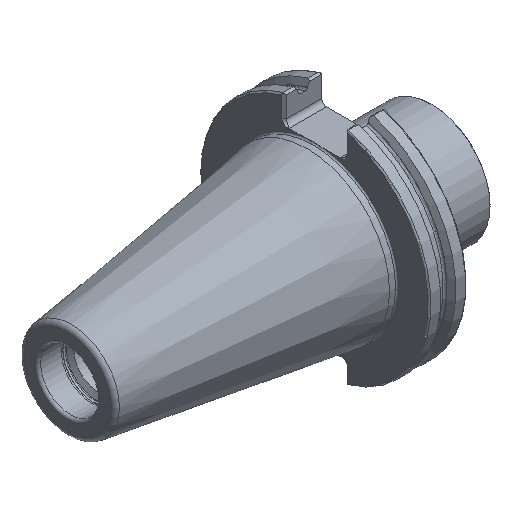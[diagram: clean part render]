
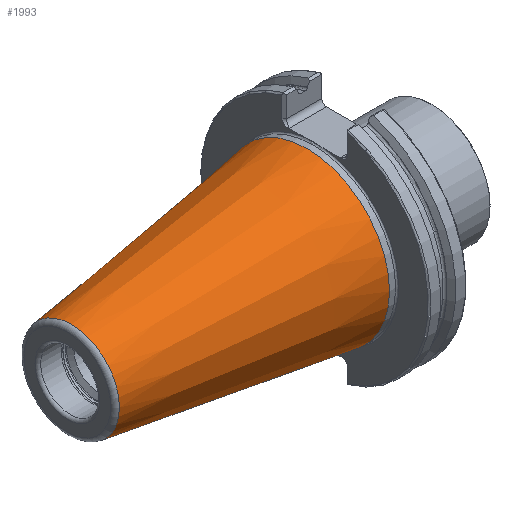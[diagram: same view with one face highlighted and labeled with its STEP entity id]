
A CAD part, isometric view. The second image highlights one B-rep face of the part: STEP entity #1993.
In plain terms, the highlighted conical face has half-angle 8.297 degrees and reference radius 34.925 mm.
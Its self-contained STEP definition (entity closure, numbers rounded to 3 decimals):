
#34 = CARTESIAN_POINT ( 'NONE',  ( 0., 0., 0. ) ) ;
#49 = DIRECTION ( 'NONE',  ( 0., 0., -1. ) ) ;
#99 = CIRCLE ( 'NONE', #3237, 34.925 ) ;
#197 = EDGE_LOOP ( 'NONE', ( #3585 ) ) ;
#355 = AXIS2_PLACEMENT_3D ( 'NONE', #34, #1457, #49 ) ;
#402 = CARTESIAN_POINT ( 'NONE',  ( 0., 0., 34.925 ) ) ;
#1457 = DIRECTION ( 'NONE',  ( 1., 0., 0. ) ) ;
#1500 = DIRECTION ( 'NONE',  ( 0., 0., 1. ) ) ;
#1507 = VERTEX_POINT ( 'NONE', #402 ) ;
#1613 = DIRECTION ( 'NONE',  ( -1., 0., 0. ) ) ;
#1959 = CIRCLE ( 'NONE', #2821, 20.358 ) ;
#1993 = ADVANCED_FACE ( 'NONE', ( #2467, #2217 ), #2668, .T. ) ;
#2045 = CARTESIAN_POINT ( 'NONE',  ( -99.889, 0., 0. ) ) ;
#2217 = FACE_OUTER_BOUND ( 'NONE', #197, .T. ) ;
#2467 = FACE_BOUND ( 'NONE', #4317, .T. ) ;
#2668 = CONICAL_SURFACE ( 'NONE', #355, 34.925, 0.145 ) ;
#2821 = AXIS2_PLACEMENT_3D ( 'NONE', #2045, #1613, #3328 ) ;
#3237 = AXIS2_PLACEMENT_3D ( 'NONE', #4143, #3502, #1500 ) ;
#3328 = DIRECTION ( 'NONE',  ( 0., 0., 1. ) ) ;
#3440 = CARTESIAN_POINT ( 'NONE',  ( -99.889, 0., 20.358 ) ) ;
#3502 = DIRECTION ( 'NONE',  ( -1., 0., 0. ) ) ;
#3585 = ORIENTED_EDGE ( 'NONE', *, *, #3853, .T. ) ;
#3853 = EDGE_CURVE ( 'NONE', #1507, #1507, #99, .T. ) ;
#4143 = CARTESIAN_POINT ( 'NONE',  ( 0., 0., 0. ) ) ;
#4154 = ORIENTED_EDGE ( 'NONE', *, *, #4295, .F. ) ;
#4295 = EDGE_CURVE ( 'NONE', #4391, #4391, #1959, .T. ) ;
#4317 = EDGE_LOOP ( 'NONE', ( #4154 ) ) ;
#4391 = VERTEX_POINT ( 'NONE', #3440 ) ;
